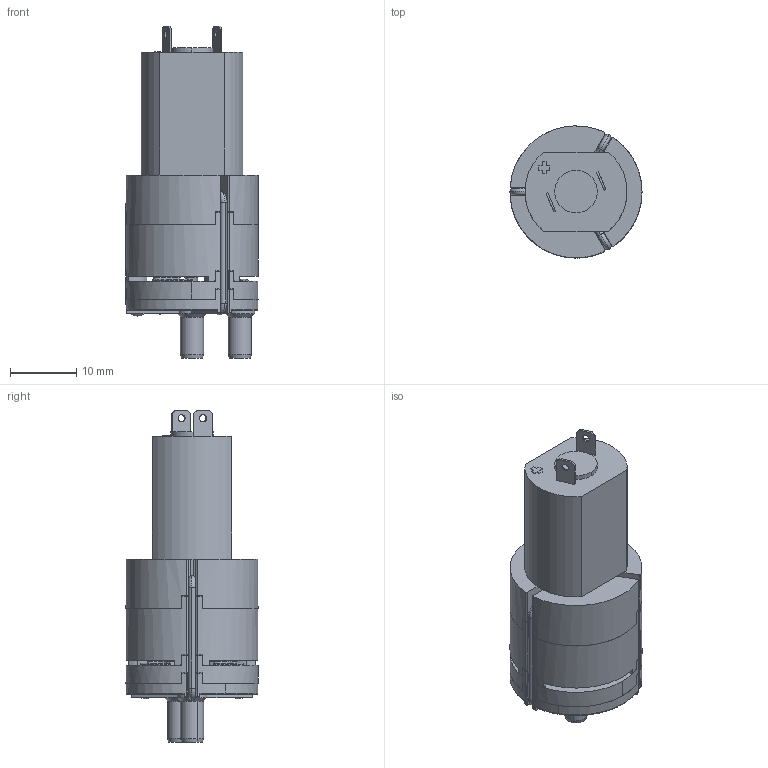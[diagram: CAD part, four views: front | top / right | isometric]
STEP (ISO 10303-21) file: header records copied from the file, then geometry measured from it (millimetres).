
FILE_DESCRIPTION (( 'STEP AP203' ), '1' );
FILE_NAME ('KPW20A.STEP', '2018-03-21T06:05:10', ( 'GC' ), ( 'Microsoft' ), 'SwSTEP 2.0', 'SolidWorks 2017', '' );
FILE_SCHEMA (( 'CONFIG_CONTROL_DESIGN' ));
Length unit declared in the file: millimetre
Products named in the file (1): KPW20A
Bounding box: 20 x 20 x 50.3 mm (x, y, z)
Volume: 6498.9 mm3; surface area: 7111.2 mm2
Topology: 10 solids, 10 shells, 1235 faces, 3216 edges, 1998 vertices
Faces by surface type: cylinder 512, plane 375, torus 184, cone 114, sphere 50
Entity records: 38273 total; most frequent: DIRECTION 7170, CARTESIAN_POINT 6975, ORIENTED_EDGE 6344, EDGE_CURVE 3172, AXIS2_PLACEMENT_3D 2871, VERTEX_POINT 1978, CIRCLE 1635, LINE 1428
